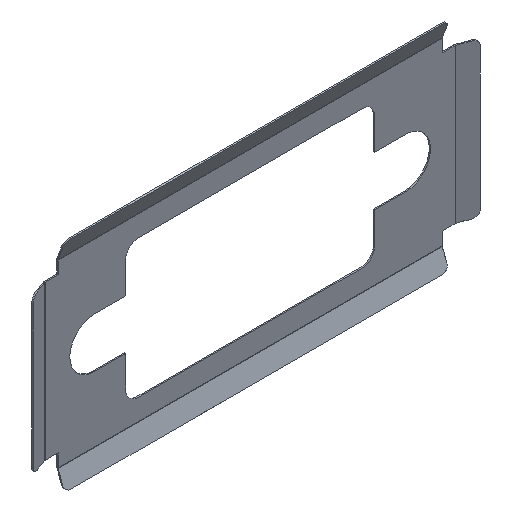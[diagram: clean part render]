
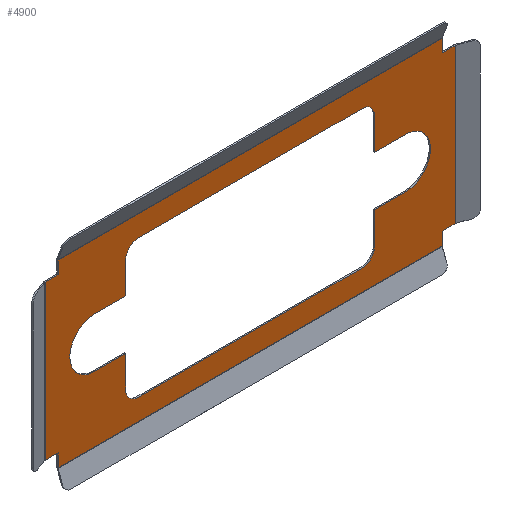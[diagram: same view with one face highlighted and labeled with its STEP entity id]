
A CAD part, isometric view. The second image highlights one B-rep face of the part: STEP entity #4900.
In plain terms, the highlighted face is planar.
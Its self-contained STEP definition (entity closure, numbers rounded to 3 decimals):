
#370=CARTESIAN_POINT('',(2.55,14.95,0.1));
#380=VERTEX_POINT('',#370);
#410=CARTESIAN_POINT('',(0.,14.95,0.1));
#420=DIRECTION('',(-1.,0.,0.));
#430=VECTOR('',#420,1.);
#440=LINE('',#410,#430);
#450=CARTESIAN_POINT('',(1.518,14.95,0.1));
#460=VERTEX_POINT('',#450);
#470=EDGE_CURVE('',#380,#460,#440,.T.);
#1970=CARTESIAN_POINT('',(2.55,15.982,0.1));
#1980=VERTEX_POINT('',#1970);
#2010=CARTESIAN_POINT('',(2.55,0.,0.1));
#2020=DIRECTION('',(0.,-1.,0.));
#2030=VECTOR('',#2020,1.);
#2040=LINE('',#2010,#2030);
#2050=EDGE_CURVE('',#1980,#380,#2040,.T.);
#2520=CARTESIAN_POINT('',(33.45,15.982,0.1));
#2530=VERTEX_POINT('',#2520);
#2560=CARTESIAN_POINT('',(-22.,15.982,0.1));
#2570=DIRECTION('',(1.,0.,0.));
#2580=VECTOR('',#2570,1.);
#2590=LINE('',#2560,#2580);
#2600=EDGE_CURVE('',#1980,#2530,#2590,.T.);
#2740=CARTESIAN_POINT('',(-13.7,0.,0.1));
#2750=DIRECTION('',(0.,0.,1.));
#2760=DIRECTION('',(1.,0.,0.));
#2770=AXIS2_PLACEMENT_3D('',#2740,#2750,#2760);
#2780=PLANE('',#2770);
#2790=CARTESIAN_POINT('',(27.,4.2,0.1));
#2800=DIRECTION('',(0.,0.,1.));
#2810=DIRECTION('',(1.,0.,0.));
#2820=AXIS2_PLACEMENT_3D('',#2790,#2800,#2810);
#2830=CIRCLE('',#2820,1.);
#2840=CARTESIAN_POINT('',(27.,3.2,0.1));
#2850=VERTEX_POINT('',#2840);
#2860=CARTESIAN_POINT('',(28.,4.2,0.1));
#2870=VERTEX_POINT('',#2860);
#2880=EDGE_CURVE('',#2850,#2870,#2830,.T.);
#2890=ORIENTED_EDGE('',*,*,#2880,.F.);
#2900=CARTESIAN_POINT('',(28.,0.,0.1));
#2910=DIRECTION('',(0.,1.,0.));
#2920=VECTOR('',#2910,1.);
#2930=LINE('',#2900,#2920);
#2940=CARTESIAN_POINT('',(28.,6.75,0.1));
#2950=VERTEX_POINT('',#2940);
#2960=EDGE_CURVE('',#2870,#2950,#2930,.T.);
#2970=ORIENTED_EDGE('',*,*,#2960,.F.);
#2980=CARTESIAN_POINT('',(-8.3,6.75,0.1));
#2990=DIRECTION('',(-1.,0.,0.));
#3000=VECTOR('',#2990,1.);
#3010=LINE('',#2980,#3000);
#3020=CARTESIAN_POINT('',(30.5,6.75,0.1));
#3030=VERTEX_POINT('',#3020);
#3040=EDGE_CURVE('',#3030,#2950,#3010,.T.);
#3050=ORIENTED_EDGE('',*,*,#3040,.T.);
#3060=CARTESIAN_POINT('',(30.5,8.75,0.1));
#3070=DIRECTION('',(0.,0.,1.));
#3080=DIRECTION('',(1.,0.,0.));
#3090=AXIS2_PLACEMENT_3D('',#3060,#3070,#3080);
#3100=CIRCLE('',#3090,2.);
#3110=CARTESIAN_POINT('',(30.5,10.75,0.1));
#3120=VERTEX_POINT('',#3110);
#3130=EDGE_CURVE('',#3030,#3120,#3100,.T.);
#3140=ORIENTED_EDGE('',*,*,#3130,.F.);
#3150=CARTESIAN_POINT('',(-8.3,10.75,0.1));
#3160=DIRECTION('',(1.,0.,0.));
#3170=VECTOR('',#3160,1.);
#3180=LINE('',#3150,#3170);
#3190=CARTESIAN_POINT('',(28.,10.75,0.1));
#3200=VERTEX_POINT('',#3190);
#3210=EDGE_CURVE('',#3200,#3120,#3180,.T.);
#3220=ORIENTED_EDGE('',*,*,#3210,.T.);
#3230=CARTESIAN_POINT('',(28.,0.,0.1));
#3240=DIRECTION('',(0.,1.,0.));
#3250=VECTOR('',#3240,1.);
#3260=LINE('',#3230,#3250);
#3270=CARTESIAN_POINT('',(28.,13.3,0.1));
#3280=VERTEX_POINT('',#3270);
#3290=EDGE_CURVE('',#3200,#3280,#3260,.T.);
#3300=ORIENTED_EDGE('',*,*,#3290,.F.);
#3310=CARTESIAN_POINT('',(27.,13.3,0.1));
#3320=DIRECTION('',(0.,0.,1.));
#3330=DIRECTION('',(1.,0.,0.));
#3340=AXIS2_PLACEMENT_3D('',#3310,#3320,#3330);
#3350=CIRCLE('',#3340,1.);
#3360=CARTESIAN_POINT('',(27.,14.3,0.1));
#3370=VERTEX_POINT('',#3360);
#3380=EDGE_CURVE('',#3280,#3370,#3350,.T.);
#3390=ORIENTED_EDGE('',*,*,#3380,.F.);
#3400=CARTESIAN_POINT('',(-8.3,14.3,0.1));
#3410=DIRECTION('',(1.,0.,0.));
#3420=VECTOR('',#3410,1.);
#3430=LINE('',#3400,#3420);
#3440=CARTESIAN_POINT('',(9.,14.3,0.1));
#3450=VERTEX_POINT('',#3440);
#3460=EDGE_CURVE('',#3450,#3370,#3430,.T.);
#3470=ORIENTED_EDGE('',*,*,#3460,.T.);
#3480=CARTESIAN_POINT('',(9.,13.3,0.1));
#3490=DIRECTION('',(0.,0.,1.));
#3500=DIRECTION('',(1.,0.,0.));
#3510=AXIS2_PLACEMENT_3D('',#3480,#3490,#3500);
#3520=CIRCLE('',#3510,1.);
#3530=CARTESIAN_POINT('',(8.,13.3,0.1));
#3540=VERTEX_POINT('',#3530);
#3550=EDGE_CURVE('',#3450,#3540,#3520,.T.);
#3560=ORIENTED_EDGE('',*,*,#3550,.F.);
#3570=CARTESIAN_POINT('',(8.,0.,0.1));
#3580=DIRECTION('',(0.,1.,0.));
#3590=VECTOR('',#3580,1.);
#3600=LINE('',#3570,#3590);
#3610=CARTESIAN_POINT('',(8.,10.75,0.1));
#3620=VERTEX_POINT('',#3610);
#3630=EDGE_CURVE('',#3620,#3540,#3600,.T.);
#3640=ORIENTED_EDGE('',*,*,#3630,.T.);
#3650=CARTESIAN_POINT('',(0.,10.75,0.1));
#3660=DIRECTION('',(-1.,0.,0.));
#3670=VECTOR('',#3660,1.);
#3680=LINE('',#3650,#3670);
#3690=CARTESIAN_POINT('',(5.5,10.75,0.1));
#3700=VERTEX_POINT('',#3690);
#3710=EDGE_CURVE('',#3620,#3700,#3680,.T.);
#3720=ORIENTED_EDGE('',*,*,#3710,.F.);
#3730=CARTESIAN_POINT('',(5.5,8.75,0.1));
#3740=DIRECTION('',(0.,0.,1.));
#3750=DIRECTION('',(1.,0.,0.));
#3760=AXIS2_PLACEMENT_3D('',#3730,#3740,#3750);
#3770=CIRCLE('',#3760,2.);
#3780=CARTESIAN_POINT('',(5.5,6.75,0.1));
#3790=VERTEX_POINT('',#3780);
#3800=EDGE_CURVE('',#3700,#3790,#3770,.T.);
#3810=ORIENTED_EDGE('',*,*,#3800,.F.);
#3820=CARTESIAN_POINT('',(0.,6.75,0.1));
#3830=DIRECTION('',(1.,0.,0.));
#3840=VECTOR('',#3830,1.);
#3850=LINE('',#3820,#3840);
#3860=CARTESIAN_POINT('',(8.,6.75,0.1));
#3870=VERTEX_POINT('',#3860);
#3880=EDGE_CURVE('',#3790,#3870,#3850,.T.);
#3890=ORIENTED_EDGE('',*,*,#3880,.F.);
#3900=CARTESIAN_POINT('',(8.,0.,0.1));
#3910=DIRECTION('',(0.,1.,0.));
#3920=VECTOR('',#3910,1.);
#3930=LINE('',#3900,#3920);
#3940=CARTESIAN_POINT('',(8.,4.2,0.1));
#3950=VERTEX_POINT('',#3940);
#3960=EDGE_CURVE('',#3950,#3870,#3930,.T.);
#3970=ORIENTED_EDGE('',*,*,#3960,.T.);
#3980=CARTESIAN_POINT('',(9.,4.2,0.1));
#3990=DIRECTION('',(0.,0.,1.));
#4000=DIRECTION('',(1.,0.,0.));
#4010=AXIS2_PLACEMENT_3D('',#3980,#3990,#4000);
#4020=CIRCLE('',#4010,1.);
#4030=CARTESIAN_POINT('',(9.,3.2,0.1));
#4040=VERTEX_POINT('',#4030);
#4050=EDGE_CURVE('',#3950,#4040,#4020,.T.);
#4060=ORIENTED_EDGE('',*,*,#4050,.F.);
#4070=CARTESIAN_POINT('',(0.,3.2,0.1));
#4080=DIRECTION('',(1.,0.,0.));
#4090=VECTOR('',#4080,1.);
#4100=LINE('',#4070,#4090);
#4110=EDGE_CURVE('',#4040,#2850,#4100,.T.);
#4120=ORIENTED_EDGE('',*,*,#4110,.F.);
#4130=EDGE_LOOP('',(#4120,#4060,#3970,#3890,#3810,#3720,#3640,#3560,
#3470,#3390,#3300,#3220,#3140,#3050,#2970,#2890));
#4140=FACE_BOUND('',#4130,.T.);
#4150=CARTESIAN_POINT('',(2.55,0.,0.1));
#4160=DIRECTION('',(0.,-1.,0.));
#4170=VECTOR('',#4160,1.);
#4180=LINE('',#4150,#4170);
#4190=CARTESIAN_POINT('',(2.55,2.55,0.1));
#4200=VERTEX_POINT('',#4190);
#4210=CARTESIAN_POINT('',(2.55,1.518,0.1));
#4220=VERTEX_POINT('',#4210);
#4230=EDGE_CURVE('',#4200,#4220,#4180,.T.);
#4240=ORIENTED_EDGE('',*,*,#4230,.T.);
#4250=CARTESIAN_POINT('',(0.,2.55,0.1));
#4260=DIRECTION('',(-1.,0.,0.));
#4270=VECTOR('',#4260,1.);
#4280=LINE('',#4250,#4270);
#4290=CARTESIAN_POINT('',(1.518,2.55,0.1));
#4300=VERTEX_POINT('',#4290);
#4310=EDGE_CURVE('',#4200,#4300,#4280,.T.);
#4320=ORIENTED_EDGE('',*,*,#4310,.F.);
#4330=CARTESIAN_POINT('',(1.518,0.,0.1));
#4340=DIRECTION('',(0.,1.,0.));
#4350=VECTOR('',#4340,1.);
#4360=LINE('',#4330,#4350);
#4370=EDGE_CURVE('',#4300,#460,#4360,.T.);
#4380=ORIENTED_EDGE('',*,*,#4370,.F.);
#4390=ORIENTED_EDGE('',*,*,#470,.T.);
#4400=ORIENTED_EDGE('',*,*,#2050,.T.);
#4410=ORIENTED_EDGE('',*,*,#2600,.F.);
#4420=CARTESIAN_POINT('',(33.45,0.,0.1));
#4430=DIRECTION('',(0.,-1.,0.));
#4440=VECTOR('',#4430,1.);
#4450=LINE('',#4420,#4440);
#4460=CARTESIAN_POINT('',(33.45,14.95,0.1));
#4470=VERTEX_POINT('',#4460);
#4480=EDGE_CURVE('',#2530,#4470,#4450,.T.);
#4490=ORIENTED_EDGE('',*,*,#4480,.F.);
#4500=CARTESIAN_POINT('',(-8.3,14.95,0.1));
#4510=DIRECTION('',(-1.,0.,0.));
#4520=VECTOR('',#4510,1.);
#4530=LINE('',#4500,#4520);
#4540=CARTESIAN_POINT('',(34.482,14.95,0.1));
#4550=VERTEX_POINT('',#4540);
#4560=EDGE_CURVE('',#4550,#4470,#4530,.T.);
#4570=ORIENTED_EDGE('',*,*,#4560,.T.);
#4580=CARTESIAN_POINT('',(34.482,0.,0.1));
#4590=DIRECTION('',(0.,-1.,0.));
#4600=VECTOR('',#4590,1.);
#4610=LINE('',#4580,#4600);
#4620=CARTESIAN_POINT('',(34.482,2.55,0.1));
#4630=VERTEX_POINT('',#4620);
#4640=EDGE_CURVE('',#4550,#4630,#4610,.T.);
#4650=ORIENTED_EDGE('',*,*,#4640,.F.);
#4660=CARTESIAN_POINT('',(-8.3,2.55,0.1));
#4670=DIRECTION('',(-1.,0.,0.));
#4680=VECTOR('',#4670,1.);
#4690=LINE('',#4660,#4680);
#4700=CARTESIAN_POINT('',(33.45,2.55,0.1));
#4710=VERTEX_POINT('',#4700);
#4720=EDGE_CURVE('',#4630,#4710,#4690,.T.);
#4730=ORIENTED_EDGE('',*,*,#4720,.F.);
#4740=CARTESIAN_POINT('',(33.45,0.,0.1));
#4750=DIRECTION('',(0.,-1.,0.));
#4760=VECTOR('',#4750,1.);
#4770=LINE('',#4740,#4760);
#4780=CARTESIAN_POINT('',(33.45,1.518,0.1));
#4790=VERTEX_POINT('',#4780);
#4800=EDGE_CURVE('',#4710,#4790,#4770,.T.);
#4810=ORIENTED_EDGE('',*,*,#4800,.F.);
#4820=CARTESIAN_POINT('',(-22.,1.518,0.1));
#4830=DIRECTION('',(-1.,0.,0.));
#4840=VECTOR('',#4830,1.);
#4850=LINE('',#4820,#4840);
#4860=EDGE_CURVE('',#4790,#4220,#4850,.T.);
#4870=ORIENTED_EDGE('',*,*,#4860,.F.);
#4880=EDGE_LOOP('',(#4870,#4810,#4730,#4650,#4570,#4490,#4410,#4400,
#4390,#4380,#4320,#4240));
#4890=FACE_OUTER_BOUND('',#4880,.T.);
#4900=ADVANCED_FACE('',(#4140,#4890),#2780,.T.);
